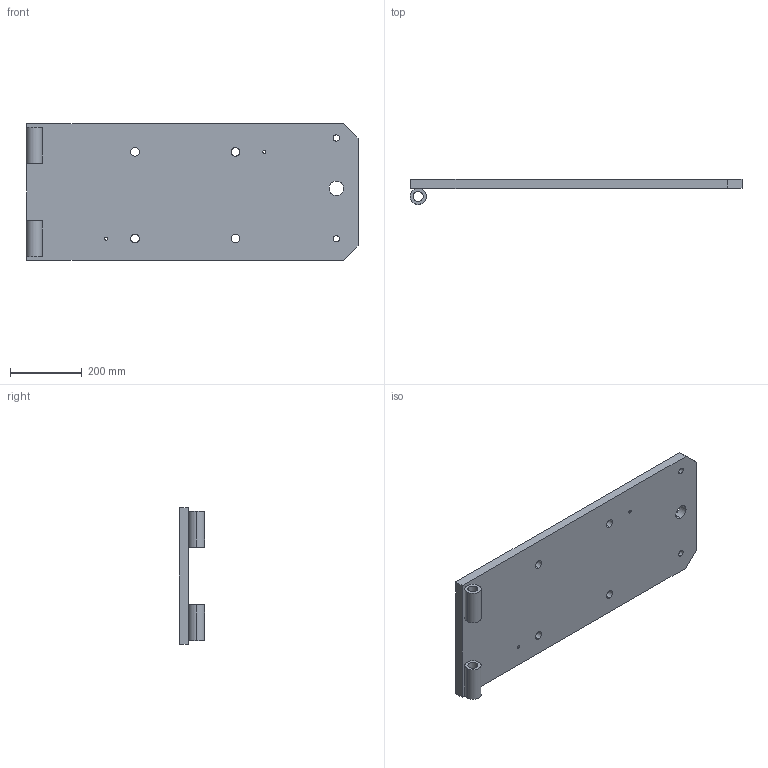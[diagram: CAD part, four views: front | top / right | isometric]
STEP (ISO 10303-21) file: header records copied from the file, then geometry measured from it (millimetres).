
FILE_DESCRIPTION (( 'STEP AP214' ), '1' );
FILE_NAME ('472M01_馬達固定座.STEP', '2023-11-02T08:44:53', ( '' ), ( '' ), 'SwSTEP 2.0', 'SolidWorks 2020', '' );
FILE_SCHEMA (( 'AUTOMOTIVE_DESIGN' ));
Length unit declared in the file: millimetre
Products named in the file (1): 472M01_馬達固定座
Bounding box: 922.5 x 70 x 380 mm (x, y, z)
Volume: 8803417.3 mm3; surface area: 817038.4 mm2
Topology: 3 solids, 3 shells, 38 faces, 96 edges, 64 vertices
Faces by surface type: cylinder 26, plane 12
Entity records: 1356 total; most frequent: DIRECTION 226, CARTESIAN_POINT 199, ORIENTED_EDGE 192, EDGE_CURVE 96, AXIS2_PLACEMENT_3D 91, VERTEX_POINT 64, EDGE_LOOP 60, CIRCLE 52
